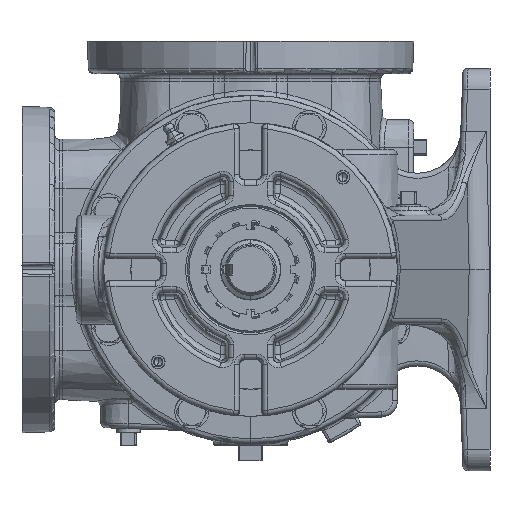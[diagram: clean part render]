
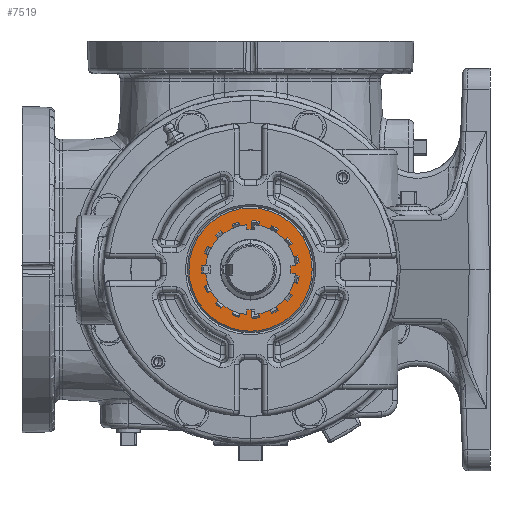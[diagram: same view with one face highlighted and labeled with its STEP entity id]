
A CAD part, left-side view. The second image highlights one B-rep face of the part: STEP entity #7519.
In plain terms, the highlighted planar face has unit normal (-1, 0, 0).
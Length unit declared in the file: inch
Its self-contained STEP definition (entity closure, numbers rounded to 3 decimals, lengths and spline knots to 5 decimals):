
#1658 = CARTESIAN_POINT ( 'NONE',  ( -10.75474, 0., 0.855 ) ) ;
#7519 = ADVANCED_FACE ( 'NONE', ( #37487, #163784 ), #148262, .F. ) ;
#22797 = VERTEX_POINT ( 'NONE', #261323 ) ;
#30314 = VERTEX_POINT ( 'NONE', #144458 ) ;
#36417 = CARTESIAN_POINT ( 'NONE',  ( -10.75474, 0., 0. ) ) ;
#37487 = FACE_BOUND ( 'NONE', #84097, .T. ) ;
#41294 = ORIENTED_EDGE ( 'NONE', *, *, #170913, .T. ) ;
#43251 = EDGE_LOOP ( 'NONE', ( #85856, #41294 ) ) ;
#49659 = AXIS2_PLACEMENT_3D ( 'NONE', #36417, #57495, #225963 ) ;
#51024 = ORIENTED_EDGE ( 'NONE', *, *, #62891, .F. ) ;
#57495 = DIRECTION ( 'NONE',  ( -1., 0., 0. ) ) ;
#59442 = CIRCLE ( 'NONE', #126709, 1.415 ) ;
#62891 = EDGE_CURVE ( 'NONE', #159959, #22797, #237971, .T. ) ;
#63687 = ORIENTED_EDGE ( 'NONE', *, *, #231964, .F. ) ;
#75727 = DIRECTION ( 'NONE',  ( 0., 0., 1. ) ) ;
#75843 = DIRECTION ( 'NONE',  ( -1., 0., 0. ) ) ;
#77295 = AXIS2_PLACEMENT_3D ( 'NONE', #143115, #99466, #75727 ) ;
#80639 = CARTESIAN_POINT ( 'NONE',  ( -10.75474, 0., 0. ) ) ;
#82291 = DIRECTION ( 'NONE',  ( 0., 0., -1. ) ) ;
#84097 = EDGE_LOOP ( 'NONE', ( #51024, #63687 ) ) ;
#85856 = ORIENTED_EDGE ( 'NONE', *, *, #99253, .T. ) ;
#99253 = EDGE_CURVE ( 'NONE', #30314, #213438, #59442, .T. ) ;
#99466 = DIRECTION ( 'NONE',  ( -1., 0., 0. ) ) ;
#113828 = CARTESIAN_POINT ( 'NONE',  ( -10.75474, 0., 1.415 ) ) ;
#126709 = AXIS2_PLACEMENT_3D ( 'NONE', #182597, #75843, #161472 ) ;
#142426 = AXIS2_PLACEMENT_3D ( 'NONE', #80639, #183228, #211186 ) ;
#143115 = CARTESIAN_POINT ( 'NONE',  ( -10.75474, 0., 0. ) ) ;
#144458 = CARTESIAN_POINT ( 'NONE',  ( -10.75474, 0., -1.415 ) ) ;
#145476 = DIRECTION ( 'NONE',  ( 1., 0., 0. ) ) ;
#148262 = PLANE ( 'NONE',  #240251 ) ;
#159959 = VERTEX_POINT ( 'NONE', #1658 ) ;
#161472 = DIRECTION ( 'NONE',  ( 0., 0., 1. ) ) ;
#163784 = FACE_OUTER_BOUND ( 'NONE', #43251, .T. ) ;
#170913 = EDGE_CURVE ( 'NONE', #213438, #30314, #231939, .T. ) ;
#182597 = CARTESIAN_POINT ( 'NONE',  ( -10.75474, 0., 0. ) ) ;
#183228 = DIRECTION ( 'NONE',  ( -1., 0., 0. ) ) ;
#211186 = DIRECTION ( 'NONE',  ( 0., 0., 1. ) ) ;
#213438 = VERTEX_POINT ( 'NONE', #113828 ) ;
#225963 = DIRECTION ( 'NONE',  ( 0., 0., 1. ) ) ;
#229754 = CIRCLE ( 'NONE', #77295, 0.855 ) ;
#231939 = CIRCLE ( 'NONE', #142426, 1.415 ) ;
#231964 = EDGE_CURVE ( 'NONE', #22797, #159959, #229754, .T. ) ;
#232501 = CARTESIAN_POINT ( 'NONE',  ( -10.75474, 0.855, 0. ) ) ;
#237971 = CIRCLE ( 'NONE', #49659, 0.855 ) ;
#240251 = AXIS2_PLACEMENT_3D ( 'NONE', #232501, #145476, #82291 ) ;
#261323 = CARTESIAN_POINT ( 'NONE',  ( -10.75474, 0., -0.855 ) ) ;
